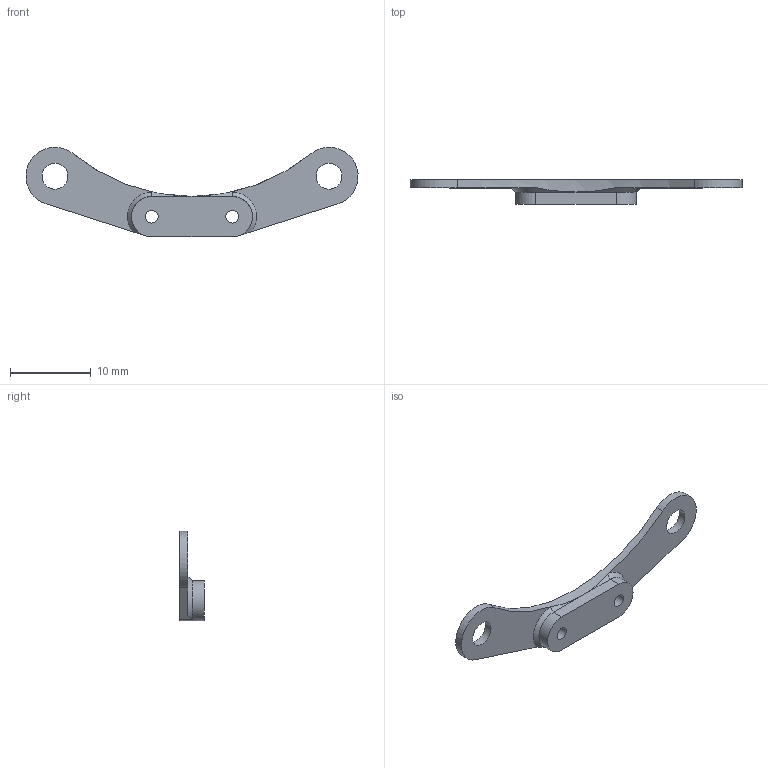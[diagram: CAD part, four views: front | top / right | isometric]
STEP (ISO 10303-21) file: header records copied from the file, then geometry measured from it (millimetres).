
FILE_DESCRIPTION(/* description */ (''),/* implementation_level */ '2;1');
FILE_NAME(/* name */ '2022-02-24 sermoon y endstop mount stock endstop v4.step',/* time_stamp */ '2023-02-01T15:36:51-05:00',/* author */ (''),/* organization */ (''),/* preprocessor_version */ 'ST-DEVELOPER v19.2',/* originating_system */ 'Autodesk Translation Framework v11.17.0.187',/* authorisation */ '');
FILE_SCHEMA (('AUTOMOTIVE_DESIGN { 1 0 10303 214 3 1 1 }'));
Length unit declared in the file: millimetre
Products named in the file (1): 2022-02-24 sermoon y endstop mount stock endstop
Bounding box: 41.18 x 3 x 11.1 mm (x, y, z)
Volume: 356.2 mm3; surface area: 657.2 mm2
Topology: 1 solids, 1 shells, 23 faces, 58 edges, 37 vertices
Faces by surface type: plane 10, cylinder 9, cone 4
Full cylindrical faces by diameter (mm): 1.6 x2, 3.2 x2
Entity records: 735 total; most frequent: DIRECTION 131, CARTESIAN_POINT 123, ORIENTED_EDGE 116, EDGE_CURVE 58, AXIS2_PLACEMENT_3D 51, VERTEX_POINT 37, EDGE_LOOP 31, LINE 29
